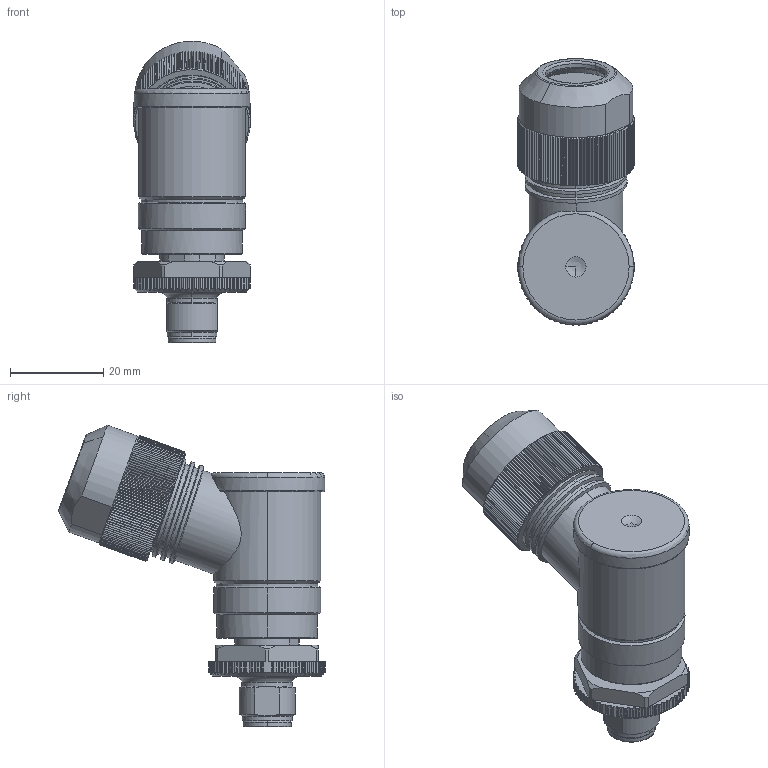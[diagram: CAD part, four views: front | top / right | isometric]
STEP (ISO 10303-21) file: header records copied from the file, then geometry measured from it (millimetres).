
FILE_DESCRIPTION(('CATIA V5 STEP Exchange','CAx-IF Rec.Pracs.--- Model Styling and Organization---1.5--- 2016-08-15','CAx-IF Rec.Pracs.---Supplemental Geometry---1.0---2011-11-01','CAx-IF Rec.Pracs.--- Composite Materials ---1.1---2010-07-15'),'2;1');
FILE_NAME ('1285297-2_0', '2025-12-16T13:43:17+00:00', ('none'), ('Weidmueller'), 'CATIA Version 5-6 Release 2024 SP4', 'CATIA V5 STEP AP214 v3', 'none');
FILE_SCHEMA(('AUTOMOTIVE_DESIGN { 1 0 10303 214 1 1 1 1 }'));
Length unit declared in the file: millimetre
Products named in the file (1): 2768330000
Bounding box: 25 x 57.2 x 64.73 mm (x, y, z)
Volume: 31714.1 mm3; surface area: 9022.9 mm2
Topology: 1 solids, 1 shells, 944 faces, 2934 edges, 1989 vertices
Faces by surface type: plane 464, cylinder 367, torus 47, cone 35, sphere 22, bspline 9
Entity records: 34504 total; most frequent: CARTESIAN_POINT 11658, ORIENTED_EDGE 5832, DIRECTION 3149, EDGE_CURVE 2916, VERTEX_POINT 1989, AXIS2_PLACEMENT_3D 1412, B_SPLINE_CURVE_WITH_KNOTS 1157, VECTOR 1042
